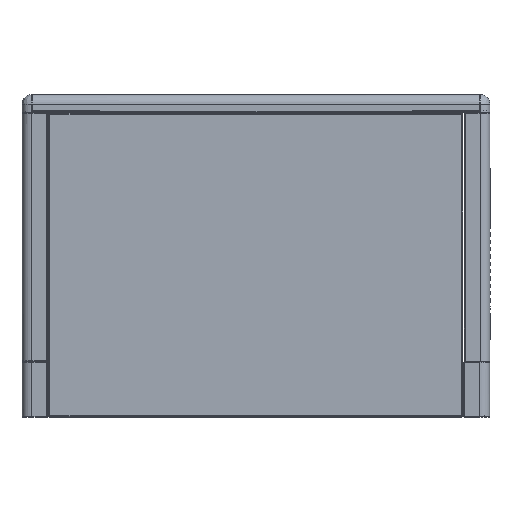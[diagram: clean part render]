
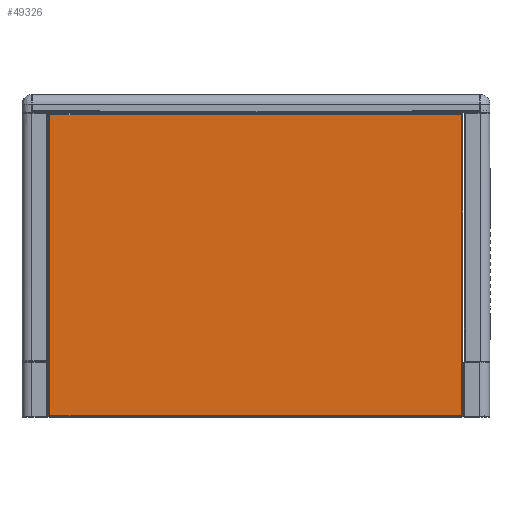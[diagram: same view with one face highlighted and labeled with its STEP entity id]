
A CAD part, top view. The second image highlights one B-rep face of the part: STEP entity #49326.
In plain terms, the highlighted free-form (B-spline) face has degree [1, 1] with [2, 2] control points.
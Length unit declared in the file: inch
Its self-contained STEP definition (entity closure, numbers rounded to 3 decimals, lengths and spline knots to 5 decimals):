
#44416=CARTESIAN_POINT('V1763',(-5.79804,
   17.43789,-0.04853));
#44417=VERTEX_POINT('V1763',#44416);
#44470=CARTESIAN_POINT('V1774',(-5.79804,0.53789,
   -0.04853));
#44471=VERTEX_POINT('V1774',#44470);
#44565=CARTESIAN_POINT('E2957',(-5.79804,
   17.43789,-0.04853));
#44566=CARTESIAN_POINT('E2957',(-5.79804,0.53789,
   -0.04853));
#44567=QUASI_UNIFORM_CURVE('E2957',1,(#44565,#44566),.POLYLINE_FORM.,
   .F.,.U.);
#44568=EDGE_CURVE('E2957',#44417,#44471,#44567,.T.);
#44580=CARTESIAN_POINT('V1771',(17.20996,0.57789,
   -0.04853));
#44581=VERTEX_POINT('V1771',#44580);
#44630=CARTESIAN_POINT('V1772',(-5.78604,0.57789,
   -0.04853));
#44631=VERTEX_POINT('V1772',#44630);
#44727=CARTESIAN_POINT('E2954',(-5.78604,0.57789,
   -0.04853));
#44728=CARTESIAN_POINT('E2954',(17.20996,0.57789,
   -0.04853));
#44729=QUASI_UNIFORM_CURVE('E2954',1,(#44727,#44728),.POLYLINE_FORM.,
   .F.,.U.);
#44730=EDGE_CURVE('E2954',#44631,#44581,#44729,.T.);
#44740=CARTESIAN_POINT('V1769',(17.22196,0.53789,
   -0.04853));
#44741=VERTEX_POINT('V1769',#44740);
#44794=CARTESIAN_POINT('V1768',(17.22196,
   17.43789,-0.04853));
#44795=VERTEX_POINT('V1768',#44794);
#44889=CARTESIAN_POINT('E2951',(17.22196,0.53789,
   -0.04853));
#44890=CARTESIAN_POINT('E2951',(17.22196,
   17.43789,-0.04853));
#44891=QUASI_UNIFORM_CURVE('E2951',1,(#44889,#44890),.POLYLINE_FORM.,
   .F.,.U.);
#44892=EDGE_CURVE('E2951',#44741,#44795,#44891,.T.);
#44904=CARTESIAN_POINT('V1765',(-5.78604,
   17.39789,-0.04853));
#44905=VERTEX_POINT('V1765',#44904);
#44954=CARTESIAN_POINT('V1766',(17.20996,
   17.39789,-0.04853));
#44955=VERTEX_POINT('V1766',#44954);
#45051=CARTESIAN_POINT('E2948',(17.20996,
   17.39789,-0.04853));
#45052=CARTESIAN_POINT('E2948',(-5.78604,
   17.39789,-0.04853));
#45053=QUASI_UNIFORM_CURVE('E2948',1,(#45051,#45052),.POLYLINE_FORM.,
   .F.,.U.);
#45054=EDGE_CURVE('E2948',#44955,#44905,#45053,.T.);
#47838=CARTESIAN_POINT('V1773',(-5.78604,0.53789,
   -0.04853));
#47839=VERTEX_POINT('V1773',#47838);
#47840=CARTESIAN_POINT('E2956',(-5.79804,0.53789,
   -0.04853));
#47841=CARTESIAN_POINT('E2956',(-5.78604,0.53789,
   -0.04853));
#47842=QUASI_UNIFORM_CURVE('E2956',1,(#47840,#47841),.POLYLINE_FORM.,
   .F.,.U.);
#47843=EDGE_CURVE('E2956',#44471,#47839,#47842,.T.);
#47866=CARTESIAN_POINT('E2955',(-5.78604,0.53789,
   -0.04853));
#47867=CARTESIAN_POINT('E2955',(-5.78604,0.57789,
   -0.04853));
#47868=QUASI_UNIFORM_CURVE('E2955',1,(#47866,#47867),.POLYLINE_FORM.,
   .F.,.U.);
#47869=EDGE_CURVE('E2955',#47839,#44631,#47868,.T.);
#47886=CARTESIAN_POINT('V1770',(17.20996,0.53789,
   -0.04853));
#47887=VERTEX_POINT('V1770',#47886);
#47888=CARTESIAN_POINT('E2953',(17.20996,0.57789,
   -0.04853));
#47889=CARTESIAN_POINT('E2953',(17.20996,0.53789,
   -0.04853));
#47890=QUASI_UNIFORM_CURVE('E2953',1,(#47888,#47889),.POLYLINE_FORM.,
   .F.,.U.);
#47891=EDGE_CURVE('E2953',#44581,#47887,#47890,.T.);
#47914=CARTESIAN_POINT('E2952',(17.20996,0.53789,
   -0.04853));
#47915=CARTESIAN_POINT('E2952',(17.22196,0.53789,
   -0.04853));
#47916=QUASI_UNIFORM_CURVE('E2952',1,(#47914,#47915),.POLYLINE_FORM.,
   .F.,.U.);
#47917=EDGE_CURVE('E2952',#47887,#44741,#47916,.T.);
#47934=CARTESIAN_POINT('V1767',(17.20996,
   17.43789,-0.04853));
#47935=VERTEX_POINT('V1767',#47934);
#47936=CARTESIAN_POINT('E2950',(17.22196,
   17.43789,-0.04853));
#47937=CARTESIAN_POINT('E2950',(17.20996,
   17.43789,-0.04853));
#47938=QUASI_UNIFORM_CURVE('E2950',1,(#47936,#47937),.POLYLINE_FORM.,
   .F.,.U.);
#47939=EDGE_CURVE('E2950',#44795,#47935,#47938,.T.);
#47962=CARTESIAN_POINT('E2949',(17.20996,
   17.43789,-0.04853));
#47963=CARTESIAN_POINT('E2949',(17.20996,
   17.39789,-0.04853));
#47964=QUASI_UNIFORM_CURVE('E2949',1,(#47962,#47963),.POLYLINE_FORM.,
   .F.,.U.);
#47965=EDGE_CURVE('E2949',#47935,#44955,#47964,.T.);
#47982=CARTESIAN_POINT('V1764',(-5.78604,
   17.43789,-0.04853));
#47983=VERTEX_POINT('V1764',#47982);
#47984=CARTESIAN_POINT('E2947',(-5.78604,
   17.39789,-0.04853));
#47985=CARTESIAN_POINT('E2947',(-5.78604,
   17.43789,-0.04853));
#47986=QUASI_UNIFORM_CURVE('E2947',1,(#47984,#47985),.POLYLINE_FORM.,
   .F.,.U.);
#47987=EDGE_CURVE('E2947',#44905,#47983,#47986,.T.);
#48010=CARTESIAN_POINT('E2946',(-5.78604,
   17.43789,-0.04853));
#48011=CARTESIAN_POINT('E2946',(-5.79804,
   17.43789,-0.04853));
#48012=QUASI_UNIFORM_CURVE('E2946',1,(#48010,#48011),.POLYLINE_FORM.,
   .F.,.U.);
#48013=EDGE_CURVE('E2946',#47983,#44417,#48012,.T.);
#49307=CARTESIAN_POINT('F1299',(17.22314,
   17.43908,-0.04853));
#49308=CARTESIAN_POINT('F1299',(-5.79922,
   17.43908,-0.04853));
#49309=CARTESIAN_POINT('F1299',(17.22314,0.53671,
   -0.04853));
#49310=CARTESIAN_POINT('F1299',(-5.79922,0.53671,
   -0.04853));
#49311=B_SPLINE_SURFACE_WITH_KNOTS('F1299',1,1,((#49307,#49309),(
   #49308,#49310)),.PLANE_SURF.,.F.,.F.,.U.,(2,2),(2,2),(0.0,
   1.36208),(0.0,1.0),.UNSPECIFIED.);
#49312=ORIENTED_EDGE('E2946',*,*,#48013,.T.);
#49313=ORIENTED_EDGE('F1468',*,*,#44568,.T.);
#49314=ORIENTED_EDGE('E2956',*,*,#47843,.T.);
#49315=ORIENTED_EDGE('E2955',*,*,#47869,.T.);
#49316=ORIENTED_EDGE('F1462',*,*,#44730,.T.);
#49317=ORIENTED_EDGE('E2953',*,*,#47891,.T.);
#49318=ORIENTED_EDGE('E2952',*,*,#47917,.T.);
#49319=ORIENTED_EDGE('F1456',*,*,#44892,.T.);
#49320=ORIENTED_EDGE('E2950',*,*,#47939,.T.);
#49321=ORIENTED_EDGE('E2949',*,*,#47965,.T.);
#49322=ORIENTED_EDGE('F1450',*,*,#45054,.T.);
#49323=ORIENTED_EDGE('E2947',*,*,#47987,.T.);
#49324=EDGE_LOOP('F1299',(#49312,#49313,#49314,#49315,#49316,#49317,
   #49318,#49319,#49320,#49321,#49322,#49323));
#49325=FACE_OUTER_BOUND('F1299',#49324,.T.);
#49326=ADVANCED_FACE('F1299',(#49325),#49311,.T.);
